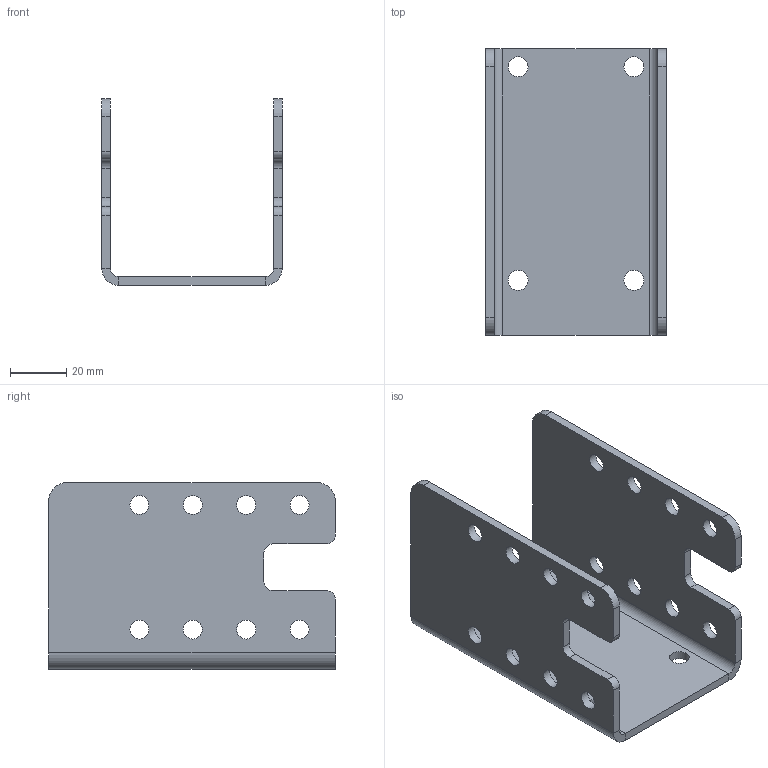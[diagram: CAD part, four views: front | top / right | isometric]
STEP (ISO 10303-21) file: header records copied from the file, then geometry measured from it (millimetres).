
FILE_DESCRIPTION(/* description */ ('BRACKET, U SHAPE, AC211'),/* implementation_level */ '2;1');
FILE_NAME(/* name */ 'U BRACKET AC218.stp',/* time_stamp */ '2019-05-07T13:29:20-04:00',/* author */ ('sboulais'),/* organization */ (''),/* preprocessor_version */ 'ST-DEVELOPER v16.13',/* originating_system */ 'Autodesk Inventor 2018',/* authorisation */ '');
FILE_SCHEMA (('AUTOMOTIVE_DESIGN { 1 0 10303 214 3 1 1 }'));
Length unit declared in the file: inch
Products named in the file (1): BRACKET U AC218
Bounding box: 64.39 x 102.16 x 66.55 mm (x, y, z)
Volume: 53450.9 mm3; surface area: 38390.1 mm2
Topology: 1 solids, 1 shells, 62 faces, 164 edges, 104 vertices
Faces by surface type: cylinder 36, plane 26
Full cylindrical faces by diameter (mm): 6.756 x16, 7.137 x4
Entity records: 1953 total; most frequent: DIRECTION 342, CARTESIAN_POINT 311, ORIENTED_EDGE 288, EDGE_CURVE 144, AXIS2_PLACEMENT_3D 135, EDGE_LOOP 122, VERTEX_POINT 104, LINE 72
